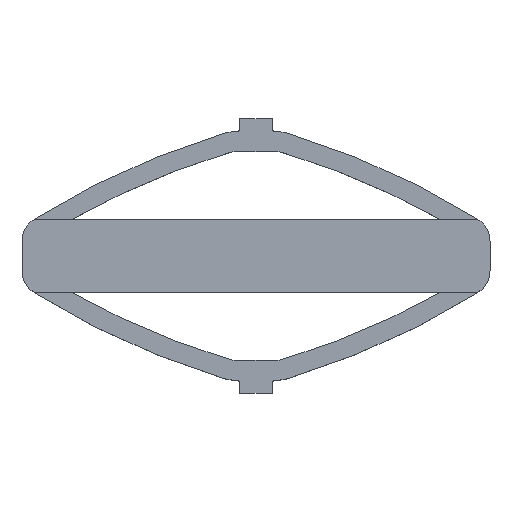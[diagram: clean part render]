
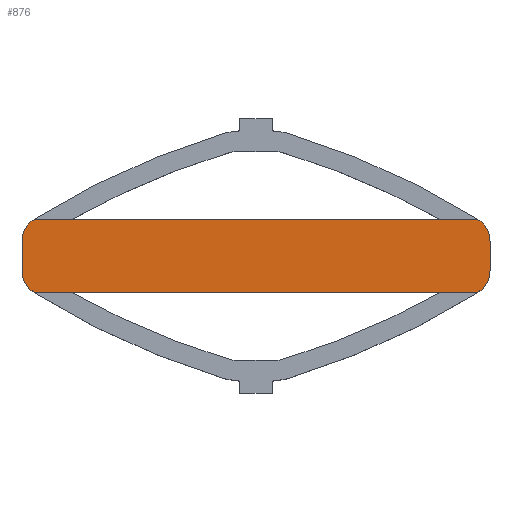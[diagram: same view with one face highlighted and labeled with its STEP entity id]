
A CAD part, top view. The second image highlights one B-rep face of the part: STEP entity #876.
In plain terms, the highlighted planar face has unit normal (0, 0, 1).
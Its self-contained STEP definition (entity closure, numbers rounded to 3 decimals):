
#27 = EDGE_CURVE ( 'NONE', #965, #118, #974, .T. ) ;
#32 = EDGE_CURVE ( 'NONE', #118, #413, #986, .T. ) ;
#36 = ORIENTED_EDGE ( 'NONE', *, *, #1042, .T. ) ;
#37 = CARTESIAN_POINT ( 'NONE',  ( 64.417, 4.5, 9.5 ) ) ;
#41 = CARTESIAN_POINT ( 'NONE',  ( -64.417, 4.5, 9.5 ) ) ;
#45 = CARTESIAN_POINT ( 'NONE',  ( 72.553, 4.5, 9.5 ) ) ;
#48 = AXIS2_PLACEMENT_3D ( 'NONE', #41, #1015, #412 ) ;
#51 = CARTESIAN_POINT ( 'NONE',  ( 72.553, -4.5, 9.5 ) ) ;
#56 = EDGE_CURVE ( 'NONE', #1148, #1334, #703, .T. ) ;
#61 = DIRECTION ( 'NONE',  ( 1., 0., 0. ) ) ;
#70 = DIRECTION ( 'NONE',  ( 1., 0., 0. ) ) ;
#101 = CARTESIAN_POINT ( 'NONE',  ( -72.553, -4.5, 9.5 ) ) ;
#113 = EDGE_CURVE ( 'NONE', #321, #1036, #147, .T. ) ;
#118 = VERTEX_POINT ( 'NONE', #594 ) ;
#128 = VECTOR ( 'NONE', #914, 1000. ) ;
#147 = CIRCLE ( 'NONE', #1269, 8.136 ) ;
#168 = AXIS2_PLACEMENT_3D ( 'NONE', #37, #1524, #928 ) ;
#172 = ORIENTED_EDGE ( 'NONE', *, *, #1052, .T. ) ;
#200 = ORIENTED_EDGE ( 'NONE', *, *, #1046, .T. ) ;
#276 = ORIENTED_EDGE ( 'NONE', *, *, #27, .T. ) ;
#280 = AXIS2_PLACEMENT_3D ( 'NONE', #512, #389, #61 ) ;
#308 = CARTESIAN_POINT ( 'NONE',  ( 64.417, -4.5, 9.5 ) ) ;
#321 = VERTEX_POINT ( 'NONE', #695 ) ;
#389 = DIRECTION ( 'NONE',  ( 0., 0., 1. ) ) ;
#393 = CARTESIAN_POINT ( 'NONE',  ( -68.711, -11.41, 9.5 ) ) ;
#405 = LINE ( 'NONE', #1484, #1599 ) ;
#412 = DIRECTION ( 'NONE',  ( 1., 0., 0. ) ) ;
#413 = VERTEX_POINT ( 'NONE', #393 ) ;
#442 = ORIENTED_EDGE ( 'NONE', *, *, #642, .T. ) ;
#475 = CARTESIAN_POINT ( 'NONE',  ( -68.711, 11.41, 9.5 ) ) ;
#487 = CARTESIAN_POINT ( 'NONE',  ( 64.417, 4.5, 9.5 ) ) ;
#493 = FACE_OUTER_BOUND ( 'NONE', #560, .T. ) ;
#512 = CARTESIAN_POINT ( 'NONE',  ( -64.417, -4.5, 9.5 ) ) ;
#537 = LINE ( 'NONE', #1498, #128 ) ;
#556 = ORIENTED_EDGE ( 'NONE', *, *, #32, .T. ) ;
#560 = EDGE_LOOP ( 'NONE', ( #442, #1596, #36, #276, #556, #172, #1407, #200 ) ) ;
#594 = CARTESIAN_POINT ( 'NONE',  ( -72.553, -4.5, 9.5 ) ) ;
#601 = DIRECTION ( 'NONE',  ( 0., -1., 0. ) ) ;
#642 = EDGE_CURVE ( 'NONE', #675, #1148, #883, .T. ) ;
#675 = VERTEX_POINT ( 'NONE', #45 ) ;
#695 = CARTESIAN_POINT ( 'NONE',  ( 68.711, -11.41, 9.5 ) ) ;
#703 = LINE ( 'NONE', #834, #1031 ) ;
#707 = CIRCLE ( 'NONE', #48, 8.136 ) ;
#834 = CARTESIAN_POINT ( 'NONE',  ( -68.711, 11.41, 9.5 ) ) ;
#876 = ADVANCED_FACE ( 'NONE', ( #493 ), #981, .T. ) ;
#883 = CIRCLE ( 'NONE', #168, 8.136 ) ;
#914 = DIRECTION ( 'NONE',  ( 0., 1., 0. ) ) ;
#928 = DIRECTION ( 'NONE',  ( 1., 0., 0. ) ) ;
#943 = AXIS2_PLACEMENT_3D ( 'NONE', #487, #1000, #1222 ) ;
#965 = VERTEX_POINT ( 'NONE', #1582 ) ;
#974 = LINE ( 'NONE', #101, #1190 ) ;
#981 = PLANE ( 'NONE',  #943 ) ;
#986 = CIRCLE ( 'NONE', #280, 8.136 ) ;
#1000 = DIRECTION ( 'NONE',  ( 0., 0., 1. ) ) ;
#1015 = DIRECTION ( 'NONE',  ( 0., 0., 1. ) ) ;
#1028 = CARTESIAN_POINT ( 'NONE',  ( 68.711, 11.41, 9.5 ) ) ;
#1031 = VECTOR ( 'NONE', #1434, 1000. ) ;
#1036 = VERTEX_POINT ( 'NONE', #51 ) ;
#1042 = EDGE_CURVE ( 'NONE', #1334, #965, #707, .T. ) ;
#1046 = EDGE_CURVE ( 'NONE', #1036, #675, #537, .T. ) ;
#1052 = EDGE_CURVE ( 'NONE', #413, #321, #405, .T. ) ;
#1075 = DIRECTION ( 'NONE',  ( 0., 0., 1. ) ) ;
#1148 = VERTEX_POINT ( 'NONE', #1028 ) ;
#1190 = VECTOR ( 'NONE', #601, 1000. ) ;
#1222 = DIRECTION ( 'NONE',  ( 1., 0., 0. ) ) ;
#1269 = AXIS2_PLACEMENT_3D ( 'NONE', #308, #1075, #70 ) ;
#1282 = DIRECTION ( 'NONE',  ( 1., 0., 0. ) ) ;
#1334 = VERTEX_POINT ( 'NONE', #475 ) ;
#1407 = ORIENTED_EDGE ( 'NONE', *, *, #113, .T. ) ;
#1434 = DIRECTION ( 'NONE',  ( -1., 0., 0. ) ) ;
#1484 = CARTESIAN_POINT ( 'NONE',  ( -68.711, -11.41, 9.5 ) ) ;
#1498 = CARTESIAN_POINT ( 'NONE',  ( 72.553, -4.5, 9.5 ) ) ;
#1524 = DIRECTION ( 'NONE',  ( 0., 0., 1. ) ) ;
#1582 = CARTESIAN_POINT ( 'NONE',  ( -72.553, 4.5, 9.5 ) ) ;
#1596 = ORIENTED_EDGE ( 'NONE', *, *, #56, .T. ) ;
#1599 = VECTOR ( 'NONE', #1282, 1000. ) ;
